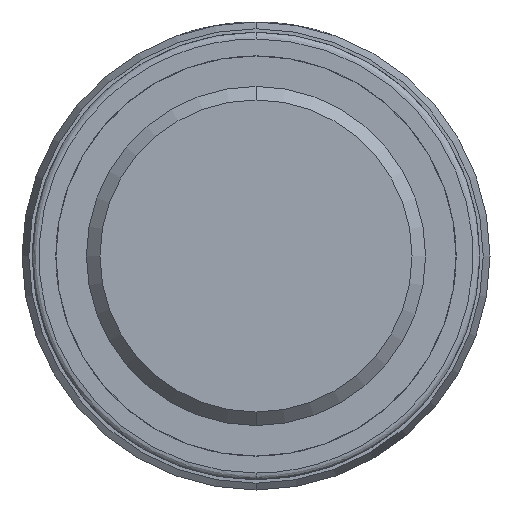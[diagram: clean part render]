
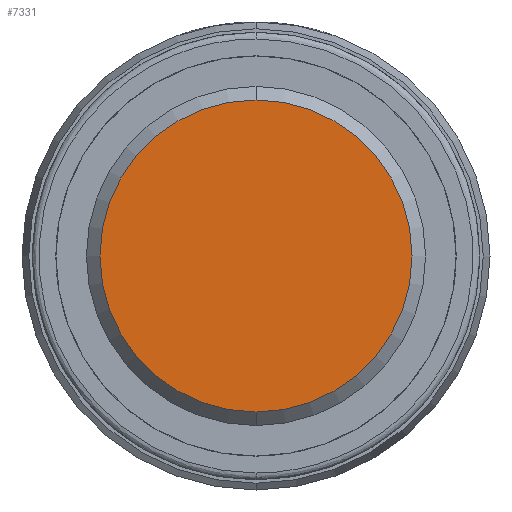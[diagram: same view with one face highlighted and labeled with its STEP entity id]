
A CAD part, front view. The second image highlights one B-rep face of the part: STEP entity #7331.
In plain terms, the highlighted planar face has unit normal (0, -1, 0).
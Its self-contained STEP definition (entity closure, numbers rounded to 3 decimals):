
#186 = DIRECTION ( 'NONE',  ( -1., 0., 0. ) ) ;
#317 = ORIENTED_EDGE ( 'NONE', *, *, #2504, .F. ) ;
#533 = CARTESIAN_POINT ( 'NONE',  ( 0., -49., 0. ) ) ;
#699 = CIRCLE ( 'NONE', #1838, 2.3 ) ;
#1095 = FACE_OUTER_BOUND ( 'NONE', #7816, .T. ) ;
#1838 = AXIS2_PLACEMENT_3D ( 'NONE', #533, #3927, #9769 ) ;
#2205 = DIRECTION ( 'NONE',  ( 0., 0., 1. ) ) ;
#2504 = EDGE_CURVE ( 'NONE', #5700, #10291, #699, .T. ) ;
#2893 = AXIS2_PLACEMENT_3D ( 'NONE', #5082, #4219, #186 ) ;
#3276 = EDGE_CURVE ( 'NONE', #10291, #5700, #5127, .T. ) ;
#3927 = DIRECTION ( 'NONE',  ( 0., 1., 0. ) ) ;
#4219 = DIRECTION ( 'NONE',  ( 0., 1., 0. ) ) ;
#4699 = DIRECTION ( 'NONE',  ( 0., 1., 0. ) ) ;
#5082 = CARTESIAN_POINT ( 'NONE',  ( 0., -49., 0. ) ) ;
#5127 = CIRCLE ( 'NONE', #6211, 2.3 ) ;
#5197 = PLANE ( 'NONE',  #2893 ) ;
#5700 = VERTEX_POINT ( 'NONE', #7138 ) ;
#6211 = AXIS2_PLACEMENT_3D ( 'NONE', #10593, #4699, #2205 ) ;
#7138 = CARTESIAN_POINT ( 'NONE',  ( 0., -49., -2.3 ) ) ;
#7331 = ADVANCED_FACE ( 'NONE', ( #1095 ), #5197, .F. ) ;
#7520 = CARTESIAN_POINT ( 'NONE',  ( 0., -49., 2.3 ) ) ;
#7816 = EDGE_LOOP ( 'NONE', ( #8835, #317 ) ) ;
#8835 = ORIENTED_EDGE ( 'NONE', *, *, #3276, .F. ) ;
#9769 = DIRECTION ( 'NONE',  ( 0., 0., 1. ) ) ;
#10291 = VERTEX_POINT ( 'NONE', #7520 ) ;
#10593 = CARTESIAN_POINT ( 'NONE',  ( 0., -49., 0. ) ) ;
